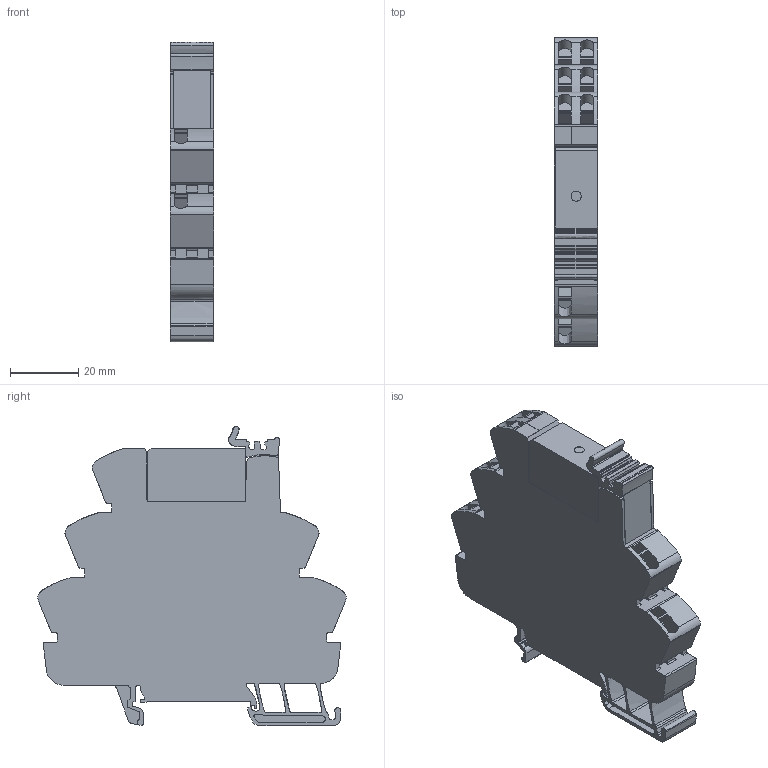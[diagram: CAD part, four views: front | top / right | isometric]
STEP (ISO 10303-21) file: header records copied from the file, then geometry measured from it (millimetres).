
FILE_DESCRIPTION(('CATIA V5R24 STEP','CAx-IF Rec.Pracs.--- Model Styling and Organization---1.2---2011-12-15'),'2;1');
FILE_NAME ('6309154_6_1123940000_S3D_TRZ_XXX_UC_2CO_AU.stp','2017-11-09T12:21:42+00:00',('none'),('Weidmueller'),'CATIA Version 5-6 Release 2014 SP4','CATIA V5 STEP AP214','none');
FILE_SCHEMA(('AUTOMOTIVE_DESIGN { 1 0 10303 214 1 1 1 1 }'));
Length unit declared in the file: millimetre
Products named in the file (1): 1123870000
Bounding box: 12.8 x 90.51 x 87.83 mm (x, y, z)
Volume: 65015.7 mm3; surface area: 22798.2 mm2
Topology: 13 solids, 13 shells, 787 faces, 2398 edges, 1654 vertices
Faces by surface type: plane 461, cylinder 177, extrusion 149
Entity records: 28484 total; most frequent: CARTESIAN_POINT 7294, ORIENTED_EDGE 4796, DIRECTION 3180, EDGE_CURVE 2397, VECTOR 1804, LINE 1655, VERTEX_POINT 1652, AXIS2_PLACEMENT_3D 880
